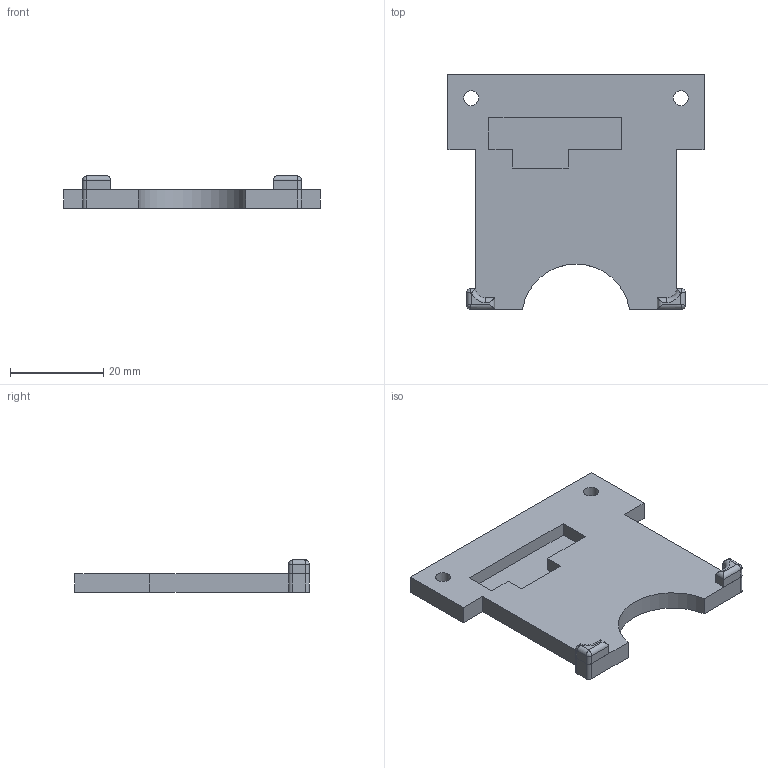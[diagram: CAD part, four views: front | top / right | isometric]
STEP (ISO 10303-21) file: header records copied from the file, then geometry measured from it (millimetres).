
FILE_DESCRIPTION(('FreeCAD Model'),'2;1');
FILE_NAME('ladeschale_unterteil.stp', '2016-02-12T13:11:38',('Author'),(''), 'Open CASCADE STEP processor 6.8','FreeCAD','Unknown');
FILE_SCHEMA(('AUTOMOTIVE_DESIGN_CC2 { 1 2 10303 214 -1 1 5 4 }'));
Length unit declared in the file: millimetre
Products named in the file (2): Fillet002; Fillet001
Bounding box: 55 x 50.3 x 7 mm (x, y, z)
Volume: 8093.3 mm3; surface area: 5762.8 mm2
Topology: 3 solids, 3 shells, 69 faces, 168 edges, 102 vertices
Faces by surface type: plane 38, cylinder 23, bspline 4, torus 2, cone 2
Full cylindrical faces by diameter (mm): 3.2 x2
Entity records: 5216 total; most frequent: CARTESIAN_POINT 1900, DIRECTION 598, LINE 388, VECTOR 388, ORIENTED_EDGE 328, PCURVE 328, DEFINITIONAL_REPRESENTATION 328, EDGE_CURVE 164
